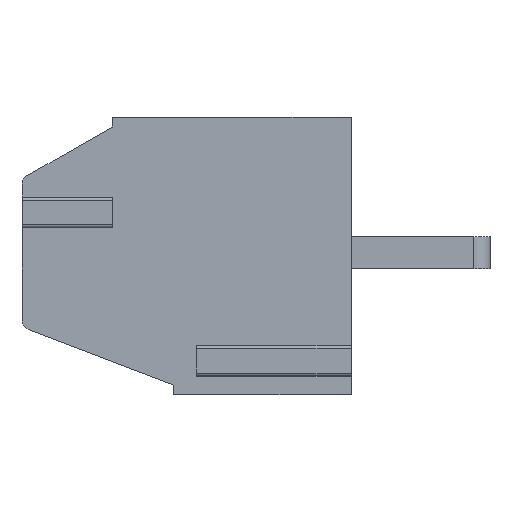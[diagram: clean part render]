
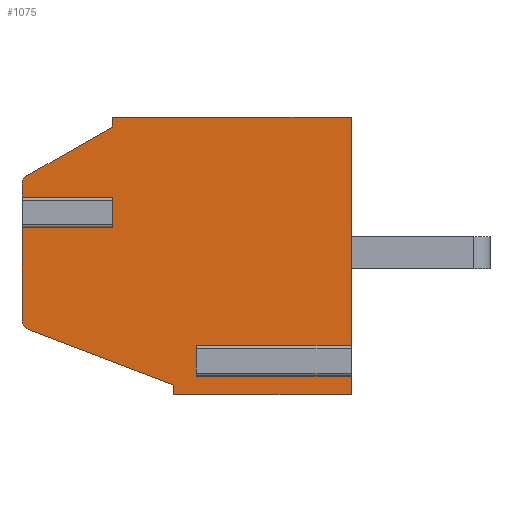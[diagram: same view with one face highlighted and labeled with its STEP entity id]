
A CAD part, left-side view. The second image highlights one B-rep face of the part: STEP entity #1075.
In plain terms, the highlighted planar face has unit normal (-1, 0, 0).
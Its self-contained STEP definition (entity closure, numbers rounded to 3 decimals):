
#1075 = ADVANCED_FACE( '', ( #2221 ), #2222, .T. );
#2221 = FACE_OUTER_BOUND( '', #3376, .T. );
#2222 = PLANE( '', #3377 );
#3376 = EDGE_LOOP( '', ( #6627, #6628, #6629, #6630, #6631, #6632, #6633, #6634, #6635, #6636, #6637, #6638, #6639, #6640, #6641, #6642, #6643, #6644 ) );
#3377 = AXIS2_PLACEMENT_3D( '', #6645, #6646, #6647 );
#6627 = ORIENTED_EDGE( '', *, *, #8070, .T. );
#6628 = ORIENTED_EDGE( '', *, *, #7988, .T. );
#6629 = ORIENTED_EDGE( '', *, *, #8041, .T. );
#6630 = ORIENTED_EDGE( '', *, *, #8058, .T. );
#6631 = ORIENTED_EDGE( '', *, *, #6777, .T. );
#6632 = ORIENTED_EDGE( '', *, *, #7060, .T. );
#6633 = ORIENTED_EDGE( '', *, *, #7390, .T. );
#6634 = ORIENTED_EDGE( '', *, *, #7948, .T. );
#6635 = ORIENTED_EDGE( '', *, *, #8065, .F. );
#6636 = ORIENTED_EDGE( '', *, *, #7673, .T. );
#6637 = ORIENTED_EDGE( '', *, *, #7392, .T. );
#6638 = ORIENTED_EDGE( '', *, *, #7964, .T. );
#6639 = ORIENTED_EDGE( '', *, *, #7978, .T. );
#6640 = ORIENTED_EDGE( '', *, *, #8029, .T. );
#6641 = ORIENTED_EDGE( '', *, *, #8015, .T. );
#6642 = ORIENTED_EDGE( '', *, *, #7985, .T. );
#6643 = ORIENTED_EDGE( '', *, *, #7416, .T. );
#6644 = ORIENTED_EDGE( '', *, *, #8032, .F. );
#6645 = CARTESIAN_POINT( '', ( -45., 9.9, 17.922 ) );
#6646 = DIRECTION( '', ( -1., 0., 0. ) );
#6647 = DIRECTION( '', ( 0., 0., -1. ) );
#6777 = EDGE_CURVE( '', #8092, #8089, #8093, .T. );
#7060 = EDGE_CURVE( '', #8089, #8596, #8598, .T. );
#7390 = EDGE_CURVE( '', #8596, #9130, #9131, .T. );
#7392 = EDGE_CURVE( '', #9134, #9132, #9135, .T. );
#7416 = EDGE_CURVE( '', #9172, #9170, #9173, .F. );
#7673 = EDGE_CURVE( '', #9554, #9134, #9555, .F. );
#7948 = EDGE_CURVE( '', #9130, #9889, #9891, .T. );
#7964 = EDGE_CURVE( '', #9132, #9909, #9911, .T. );
#7978 = EDGE_CURVE( '', #9909, #9926, #9928, .T. );
#7985 = EDGE_CURVE( '', #9936, #9172, #9937, .T. );
#7988 = EDGE_CURVE( '', #9941, #9939, #9942, .T. );
#8015 = EDGE_CURVE( '', #9972, #9936, #9973, .T. );
#8029 = EDGE_CURVE( '', #9926, #9972, #9989, .T. );
#8032 = EDGE_CURVE( '', #9991, #9170, #9993, .T. );
#8041 = EDGE_CURVE( '', #9939, #10001, #10003, .T. );
#8058 = EDGE_CURVE( '', #10001, #8092, #10021, .T. );
#8065 = EDGE_CURVE( '', #9554, #9889, #10028, .T. );
#8070 = EDGE_CURVE( '', #9991, #9941, #10033, .T. );
#8089 = VERTEX_POINT( '', #10052 );
#8092 = VERTEX_POINT( '', #10056 );
#8093 = LINE( '', #10057, #10058 );
#8596 = VERTEX_POINT( '', #10758 );
#8598 = LINE( '', #10761, #10762 );
#9130 = VERTEX_POINT( '', #11515 );
#9131 = LINE( '', #11516, #11517 );
#9132 = VERTEX_POINT( '', #11518 );
#9134 = VERTEX_POINT( '', #11521 );
#9135 = LINE( '', #11522, #11523 );
#9170 = VERTEX_POINT( '', #11570 );
#9172 = VERTEX_POINT( '', #11572 );
#9173 = LINE( '', #11573, #11574 );
#9554 = VERTEX_POINT( '', #12125 );
#9555 = LINE( '', #12126, #12127 );
#9889 = VERTEX_POINT( '', #12603 );
#9891 = LINE( '', #12605, #12606 );
#9909 = VERTEX_POINT( '', #12627 );
#9911 = LINE( '', #12630, #12631 );
#9926 = VERTEX_POINT( '', #12657 );
#9928 = LINE( '', #12660, #12661 );
#9936 = VERTEX_POINT( '', #12669 );
#9937 = LINE( '', #12670, #12671 );
#9939 = VERTEX_POINT( '', #12674 );
#9941 = VERTEX_POINT( '', #12677 );
#9942 = LINE( '', #12678, #12679 );
#9972 = VERTEX_POINT( '', #12717 );
#9973 = CIRCLE( '', #12718, 0.3 );
#9989 = LINE( '', #12740, #12741 );
#9991 = VERTEX_POINT( '', #12743 );
#9993 = LINE( '', #12745, #12746 );
#10001 = VERTEX_POINT( '', #12755 );
#10003 = CIRCLE( '', #12758, 0.3 );
#10021 = LINE( '', #12777, #12778 );
#10028 = LINE( '', #12787, #12788 );
#10033 = LINE( '', #12793, #12794 );
#10052 = CARTESIAN_POINT( '', ( -45., 5.5, 11.4 ) );
#10056 = CARTESIAN_POINT( '', ( -45., 5.5, 11.7 ) );
#10057 = CARTESIAN_POINT( '', ( -45., 5.5, 11.4 ) );
#10058 = VECTOR( '', #12815, 1000. );
#10758 = CARTESIAN_POINT( '', ( -45., 0., 11.4 ) );
#10761 = CARTESIAN_POINT( '', ( -45., 0., 11.4 ) );
#10762 = VECTOR( '', #13116, 1000. );
#11515 = CARTESIAN_POINT( '', ( -45., 0., 12.073 ) );
#11516 = CARTESIAN_POINT( '', ( -45., 0., 20. ) );
#11517 = VECTOR( '', #13464, 1000. );
#11518 = CARTESIAN_POINT( '', ( -45., 0., 20. ) );
#11521 = CARTESIAN_POINT( '', ( -45., 0., 12.827 ) );
#11522 = CARTESIAN_POINT( '', ( -45., 0., 20. ) );
#11523 = VECTOR( '', #13466, 1000. );
#11570 = CARTESIAN_POINT( '', ( -45., 7.4, 17.427 ) );
#11572 = CARTESIAN_POINT( '', ( -45., 10.2, 17.427 ) );
#11573 = CARTESIAN_POINT( '', ( -45., 5.4, 17.427 ) );
#11574 = VECTOR( '', #13497, 1000. );
#12125 = CARTESIAN_POINT( '', ( -45., 4.8, 12.827 ) );
#12126 = CARTESIAN_POINT( '', ( -45., 0., 12.827 ) );
#12127 = VECTOR( '', #13743, 1000. );
#12603 = CARTESIAN_POINT( '', ( -45., 4.8, 12.073 ) );
#12605 = CARTESIAN_POINT( '', ( -45., 4.8, 12.073 ) );
#12606 = VECTOR( '', #13979, 1000. );
#12627 = CARTESIAN_POINT( '', ( -45., 7.4, 20. ) );
#12630 = CARTESIAN_POINT( '', ( -45., 7.4, 20. ) );
#12631 = VECTOR( '', #13996, 1000. );
#12657 = CARTESIAN_POINT( '', ( -45., 7.4, 19.696 ) );
#12660 = CARTESIAN_POINT( '', ( -45., 7.4, 19.696 ) );
#12661 = VECTOR( '', #14009, 1000. );
#12669 = CARTESIAN_POINT( '', ( -45., 10.2, 17.922 ) );
#12670 = CARTESIAN_POINT( '', ( -45., 10.2, 13.702 ) );
#12671 = VECTOR( '', #14013, 1000. );
#12674 = CARTESIAN_POINT( '', ( -45., 10.2, 13.702 ) );
#12677 = CARTESIAN_POINT( '', ( -45., 10.2, 16.673 ) );
#12678 = CARTESIAN_POINT( '', ( -45., 10.2, 13.702 ) );
#12679 = VECTOR( '', #14016, 1000. );
#12717 = CARTESIAN_POINT( '', ( -45., 10.049, 18.182 ) );
#12718 = AXIS2_PLACEMENT_3D( '', #14034, #14035, #14036 );
#12740 = CARTESIAN_POINT( '', ( -45., 10.049, 18.182 ) );
#12741 = VECTOR( '', #14043, 1000. );
#12743 = CARTESIAN_POINT( '', ( -45., 7.4, 16.673 ) );
#12745 = CARTESIAN_POINT( '', ( -45., 7.4, 22.472 ) );
#12746 = VECTOR( '', #14047, 1000. );
#12755 = CARTESIAN_POINT( '', ( -45., 10.007, 13.422 ) );
#12758 = AXIS2_PLACEMENT_3D( '', #14053, #14054, #14055 );
#12777 = CARTESIAN_POINT( '', ( -45., 5.5, 11.7 ) );
#12778 = VECTOR( '', #14063, 1000. );
#12787 = CARTESIAN_POINT( '', ( -45., 4.8, 12.246 ) );
#12788 = VECTOR( '', #14066, 1000. );
#12793 = CARTESIAN_POINT( '', ( -45., 10.2, 16.673 ) );
#12794 = VECTOR( '', #14067, 1000. );
#12815 = DIRECTION( '', ( 0., 0., -1. ) );
#13116 = DIRECTION( '', ( 0., -1., 0. ) );
#13464 = DIRECTION( '', ( 0., 0., 1. ) );
#13466 = DIRECTION( '', ( 0., 0., 1. ) );
#13497 = DIRECTION( '', ( 0., 1., 0. ) );
#13743 = DIRECTION( '', ( 0., 1., 0. ) );
#13979 = DIRECTION( '', ( 0., 1., 0. ) );
#13996 = DIRECTION( '', ( 0., 1., 0. ) );
#14009 = DIRECTION( '', ( 0., 0., -1. ) );
#14013 = DIRECTION( '', ( 0., 0., -1. ) );
#14016 = DIRECTION( '', ( 0., 0., -1. ) );
#14034 = CARTESIAN_POINT( '', ( -45., 9.9, 17.922 ) );
#14035 = DIRECTION( '', ( -1., 0., 0. ) );
#14036 = DIRECTION( '', ( 0., 0., 1. ) );
#14043 = DIRECTION( '', ( 0., 0.868, -0.496 ) );
#14047 = DIRECTION( '', ( 0., 0., 1. ) );
#14053 = CARTESIAN_POINT( '', ( -45., 9.9, 13.702 ) );
#14054 = DIRECTION( '', ( -1., 0., 0. ) );
#14055 = DIRECTION( '', ( 0., 0., 1. ) );
#14063 = DIRECTION( '', ( 0., -0.934, -0.357 ) );
#14066 = DIRECTION( '', ( 0., 0., -1. ) );
#14067 = DIRECTION( '', ( 0., 1., 0. ) );
